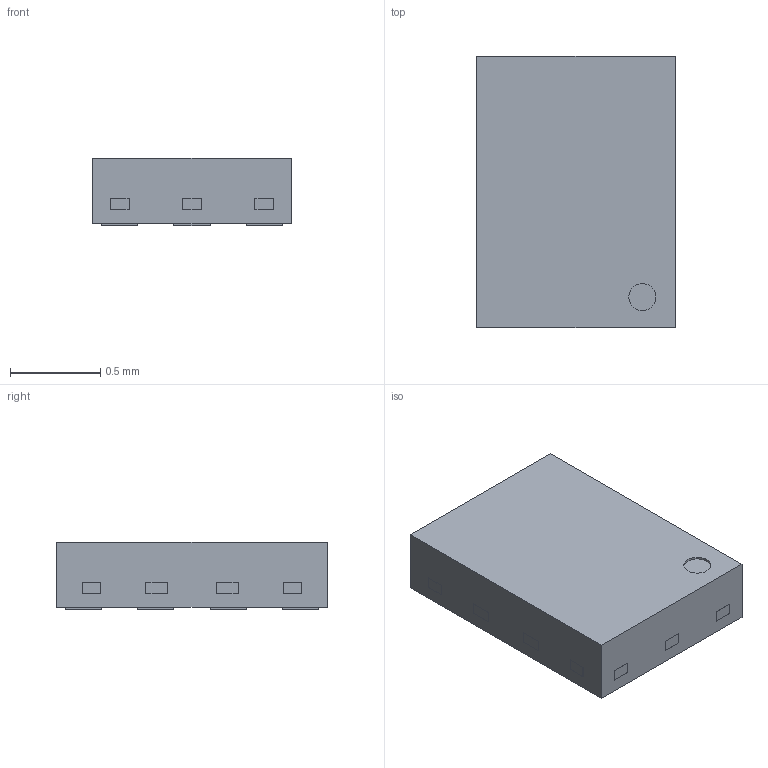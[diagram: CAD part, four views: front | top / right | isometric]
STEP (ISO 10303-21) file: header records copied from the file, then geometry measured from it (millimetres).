
FILE_DESCRIPTION(/* description */ ('Unknown'),/* implementation_level */ '2;1');
FILE_NAME(/* name */ 'BGSA14GN10E6327XTSA1',/* time_stamp */ '2025-02-17T11:23:34+02:00',/* author */ ('Unknown'),/* organization */ ('Unknown'),/* preprocessor_version */ 'ST-DEVELOPER v18.102',/* originating_system */ 'Solid Edge',/* authorisation */ 'Unknown');
FILE_SCHEMA (('AUTOMOTIVE_DESIGN {1 0 10303 214 3 1 1}'));
Length unit declared in the file: millimetre
Products named in the file (1): BGSA14GN10E6327XTSA1
Bounding box: 1.1 x 1.5 x 0.38 mm (x, y, z)
Volume: 0.6 mm3; surface area: 5.3 mm2
Topology: 1 solids, 1 shells, 128 faces, 303 edges, 202 vertices
Faces by surface type: plane 127, cylinder 1
Full cylindrical faces by diameter (mm): 0.15 x1
Entity records: 4524 total; most frequent: CARTESIAN_POINT 633, ORIENTED_EDGE 604, DIRECTION 562, EDGE_CURVE 302, LINE 300, VECTOR 300, VERTEX_POINT 202, EDGE_LOOP 154
